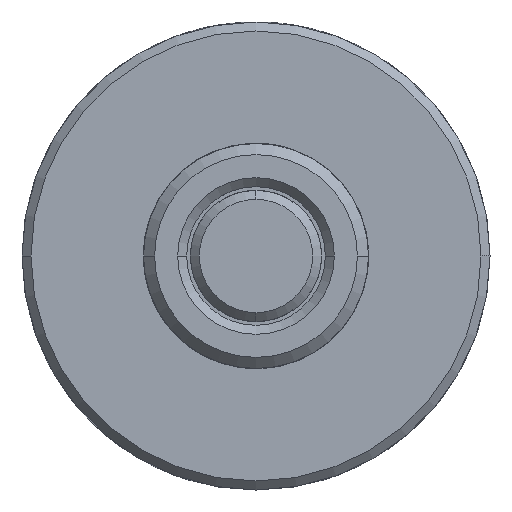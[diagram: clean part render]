
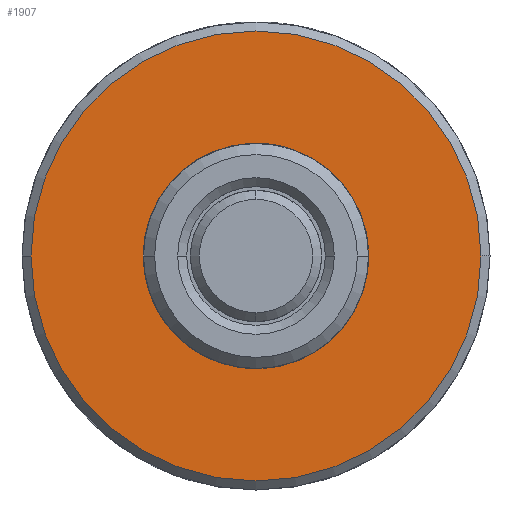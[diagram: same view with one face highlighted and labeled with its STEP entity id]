
A CAD part, left-side view. The second image highlights one B-rep face of the part: STEP entity #1907.
In plain terms, the highlighted planar face has unit normal (-1, 0, 0).
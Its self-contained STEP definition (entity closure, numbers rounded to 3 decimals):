
#8 = DIRECTION ( 'NONE',  ( 1., 0., 0. ) ) ;
#34 = ORIENTED_EDGE ( 'NONE', *, *, #1121, .T. ) ;
#80 = DIRECTION ( 'NONE',  ( 0., 0., -1. ) ) ;
#155 = CIRCLE ( 'NONE', #2796, 9.493 ) ;
#310 = PLANE ( 'NONE',  #2274 ) ;
#589 = DIRECTION ( 'NONE',  ( 0., 0., -1. ) ) ;
#882 = DIRECTION ( 'NONE',  ( 1., 0., 0. ) ) ;
#908 = EDGE_CURVE ( 'NONE', #3880, #3355, #155, .T. ) ;
#925 = DIRECTION ( 'NONE',  ( 0., 0., -1. ) ) ;
#950 = CARTESIAN_POINT ( 'NONE',  ( 16.764, 0., 9.493 ) ) ;
#1121 = EDGE_CURVE ( 'NONE', #3355, #3880, #2601, .T. ) ;
#1156 = CARTESIAN_POINT ( 'NONE',  ( 16.764, 0., 0. ) ) ;
#1347 = EDGE_CURVE ( 'NONE', #3320, #1924, #2454, .T. ) ;
#1465 = DIRECTION ( 'NONE',  ( 0., 0., -1. ) ) ;
#1540 = AXIS2_PLACEMENT_3D ( 'NONE', #1156, #3991, #1465 ) ;
#1583 = FACE_BOUND ( 'NONE', #3214, .T. ) ;
#1689 = AXIS2_PLACEMENT_3D ( 'NONE', #4054, #882, #4093 ) ;
#1907 = ADVANCED_FACE ( 'NONE', ( #3161, #1583 ), #310, .F. ) ;
#1919 = DIRECTION ( 'NONE',  ( 1., 0., 0. ) ) ;
#1924 = VERTEX_POINT ( 'NONE', #2813 ) ;
#1940 = CARTESIAN_POINT ( 'NONE',  ( 16.764, 0., 0. ) ) ;
#2274 = AXIS2_PLACEMENT_3D ( 'NONE', #2844, #8, #925 ) ;
#2316 = AXIS2_PLACEMENT_3D ( 'NONE', #2474, #3444, #589 ) ;
#2322 = EDGE_CURVE ( 'NONE', #1924, #3320, #2344, .T. ) ;
#2344 = CIRCLE ( 'NONE', #1689, 19.05 ) ;
#2454 = CIRCLE ( 'NONE', #2316, 19.05 ) ;
#2474 = CARTESIAN_POINT ( 'NONE',  ( 16.764, 0., 0. ) ) ;
#2548 = EDGE_LOOP ( 'NONE', ( #2821, #3663 ) ) ;
#2601 = CIRCLE ( 'NONE', #1540, 9.493 ) ;
#2796 = AXIS2_PLACEMENT_3D ( 'NONE', #1940, #1919, #80 ) ;
#2813 = CARTESIAN_POINT ( 'NONE',  ( 16.764, 0., -19.05 ) ) ;
#2821 = ORIENTED_EDGE ( 'NONE', *, *, #1347, .F. ) ;
#2844 = CARTESIAN_POINT ( 'NONE',  ( 16.764, 0., 0. ) ) ;
#2873 = CARTESIAN_POINT ( 'NONE',  ( 16.764, 0., -9.493 ) ) ;
#3161 = FACE_OUTER_BOUND ( 'NONE', #2548, .T. ) ;
#3214 = EDGE_LOOP ( 'NONE', ( #3322, #34 ) ) ;
#3320 = VERTEX_POINT ( 'NONE', #3801 ) ;
#3322 = ORIENTED_EDGE ( 'NONE', *, *, #908, .T. ) ;
#3355 = VERTEX_POINT ( 'NONE', #950 ) ;
#3444 = DIRECTION ( 'NONE',  ( 1., 0., 0. ) ) ;
#3663 = ORIENTED_EDGE ( 'NONE', *, *, #2322, .F. ) ;
#3801 = CARTESIAN_POINT ( 'NONE',  ( 16.764, 0., 19.05 ) ) ;
#3880 = VERTEX_POINT ( 'NONE', #2873 ) ;
#3991 = DIRECTION ( 'NONE',  ( 1., 0., 0. ) ) ;
#4054 = CARTESIAN_POINT ( 'NONE',  ( 16.764, 0., 0. ) ) ;
#4093 = DIRECTION ( 'NONE',  ( 0., 0., -1. ) ) ;
